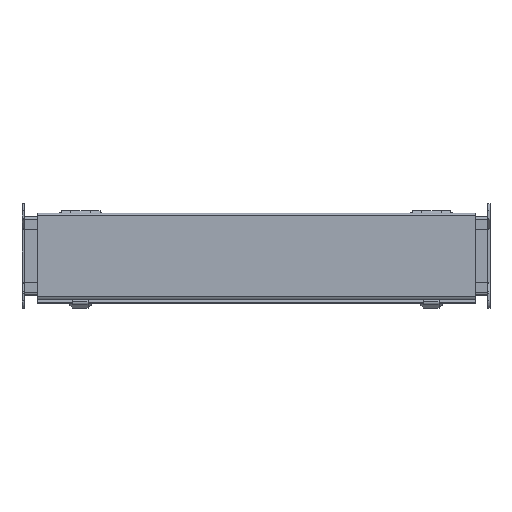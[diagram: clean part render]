
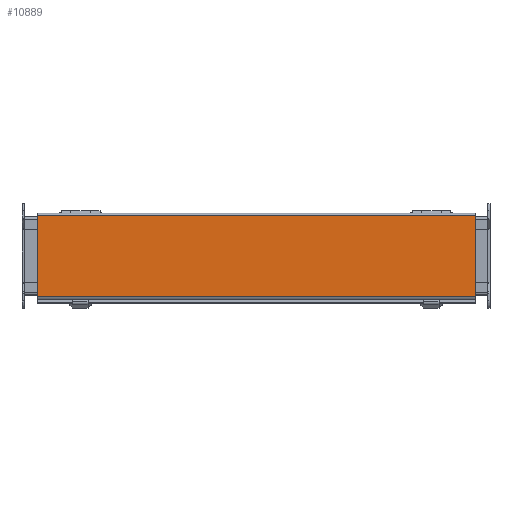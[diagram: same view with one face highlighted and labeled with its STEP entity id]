
A CAD part, top view. The second image highlights one B-rep face of the part: STEP entity #10889.
In plain terms, the highlighted planar face has unit normal (0, 0, 1).
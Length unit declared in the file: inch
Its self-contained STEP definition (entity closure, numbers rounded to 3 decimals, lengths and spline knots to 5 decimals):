
#716 = CARTESIAN_POINT ( 'NONE',  ( 11.25, -2.0805, 4.172 ) ) ;
#811 = CARTESIAN_POINT ( 'NONE',  ( -11.218, -2.1885, 4.172 ) ) ;
#1077 = DIRECTION ( 'NONE',  ( 1., 0., 0. ) ) ;
#1263 = VECTOR ( 'NONE', #6731, 39.37008 ) ;
#1403 = FACE_OUTER_BOUND ( 'NONE', #11207, .T. ) ;
#1435 = VERTEX_POINT ( 'NONE', #8123 ) ;
#1574 = DIRECTION ( 'NONE',  ( 0., -1., 0. ) ) ;
#2039 = CARTESIAN_POINT ( 'NONE',  ( -11.218, -2.0805, 4.172 ) ) ;
#2067 = CARTESIAN_POINT ( 'NONE',  ( 11.25, -2.1885, 4.172 ) ) ;
#2574 = ORIENTED_EDGE ( 'NONE', *, *, #6945, .T. ) ;
#2601 = DIRECTION ( 'NONE',  ( -1., 0., 0. ) ) ;
#2675 = VERTEX_POINT ( 'NONE', #8682 ) ;
#3020 = LINE ( 'NONE', #2067, #1263 ) ;
#4096 = AXIS2_PLACEMENT_3D ( 'NONE', #10984, #5056, #6252 ) ;
#5056 = DIRECTION ( 'NONE',  ( 0., 0., 1. ) ) ;
#5296 = CARTESIAN_POINT ( 'NONE',  ( -11.218, 2.0785, 4.172 ) ) ;
#5616 = VERTEX_POINT ( 'NONE', #5296 ) ;
#6252 = DIRECTION ( 'NONE',  ( 1., 0., 0. ) ) ;
#6351 = EDGE_CURVE ( 'NONE', #9495, #2675, #3020, .T. ) ;
#6519 = ORIENTED_EDGE ( 'NONE', *, *, #6993, .T. ) ;
#6544 = VECTOR ( 'NONE', #1077, 39.37008 ) ;
#6731 = DIRECTION ( 'NONE',  ( 0., 1., 0. ) ) ;
#6945 = EDGE_CURVE ( 'NONE', #5616, #1435, #9497, .T. ) ;
#6993 = EDGE_CURVE ( 'NONE', #2675, #5616, #11414, .T. ) ;
#7490 = VECTOR ( 'NONE', #1574, 39.37008 ) ;
#7915 = PLANE ( 'NONE',  #4096 ) ;
#8123 = CARTESIAN_POINT ( 'NONE',  ( -11.218, -2.0805, 4.172 ) ) ;
#8511 = VECTOR ( 'NONE', #2601, 39.37008 ) ;
#8682 = CARTESIAN_POINT ( 'NONE',  ( 11.25, 2.0785, 4.172 ) ) ;
#9431 = ORIENTED_EDGE ( 'NONE', *, *, #10109, .T. ) ;
#9495 = VERTEX_POINT ( 'NONE', #716 ) ;
#9497 = LINE ( 'NONE', #811, #7490 ) ;
#10109 = EDGE_CURVE ( 'NONE', #1435, #9495, #10785, .T. ) ;
#10785 = LINE ( 'NONE', #2039, #6544 ) ;
#10889 = ADVANCED_FACE ( 'NONE', ( #1403 ), #7915, .T. ) ;
#10984 = CARTESIAN_POINT ( 'NONE',  ( -11.218, -2.1885, 4.172 ) ) ;
#11207 = EDGE_LOOP ( 'NONE', ( #2574, #9431, #12454, #6519 ) ) ;
#11414 = LINE ( 'NONE', #12364, #8511 ) ;
#12364 = CARTESIAN_POINT ( 'NONE',  ( -11.218, 2.0785, 4.172 ) ) ;
#12454 = ORIENTED_EDGE ( 'NONE', *, *, #6351, .T. ) ;
